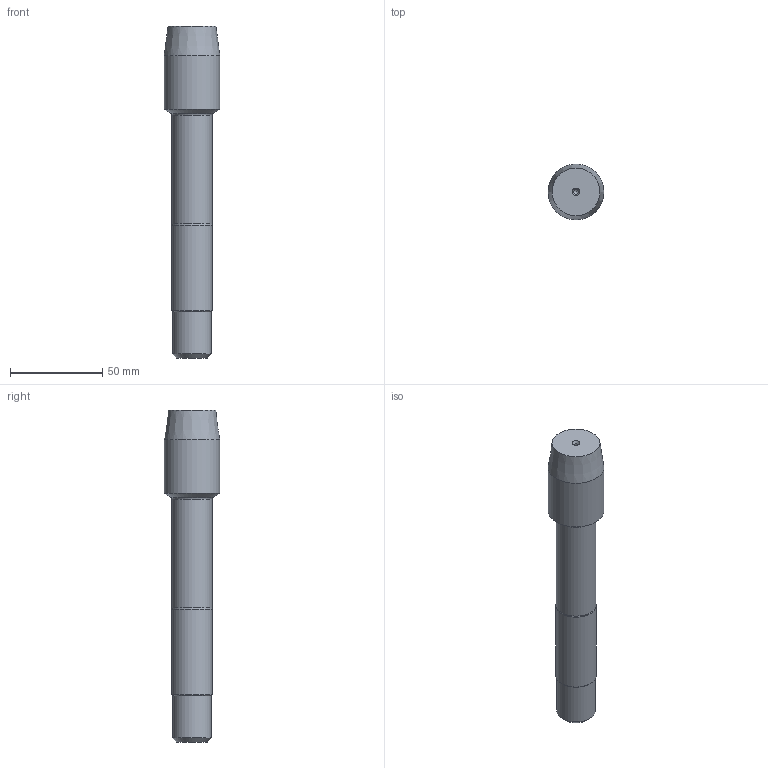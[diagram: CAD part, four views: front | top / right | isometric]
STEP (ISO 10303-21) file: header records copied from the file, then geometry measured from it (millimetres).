
FILE_DESCRIPTION(/* description */ (''),/* implementation_level */ '2;1');
FILE_NAME(/* name */ 'd605_20220506_164012_tb_1.stp',/* time_stamp */ '2022-05-06T16:41:59+02:00',/* author */ (''),/* organization */ ('SMS'),/* preprocessor_version */ 'ST-DEVELOPER v16.7',/* originating_system */ 'SIEMENS PLM Software NX 12.0',/* authorisation */ '');
FILE_SCHEMA (('AUTOMOTIVE_DESIGN { 1 0 10303 214 3 1 1 1 }'));
Length unit declared in the file: millimetre
Products named in the file (1): D605_20220506_164012_TB_1
Bounding box: 30.22 x 30.22 x 180 mm (x, y, z)
Volume: 80847.4 mm3; surface area: 14469.7 mm2
Topology: 1 solids, 1 shells, 18 faces, 84 edges, 117 vertices
Faces by surface type: cone 8, cylinder 6, torus 2, plane 2
Full cylindrical faces by diameter (mm): 2.5 x2, 21.12 x1, 21.7 x1, 22 x1, 30.221 x1
Entity records: 814 total; most frequent: DIRECTION 115, CARTESIAN_POINT 105, STYLED_ITEM 51, PRESENTATION_STYLE_ASSIGNMENT 51, CURVE_STYLE 42, DRAUGHTING_PRE_DEFINED_CURVE_FONT 42, TRIMMED_CURVE 41, LINE 41
